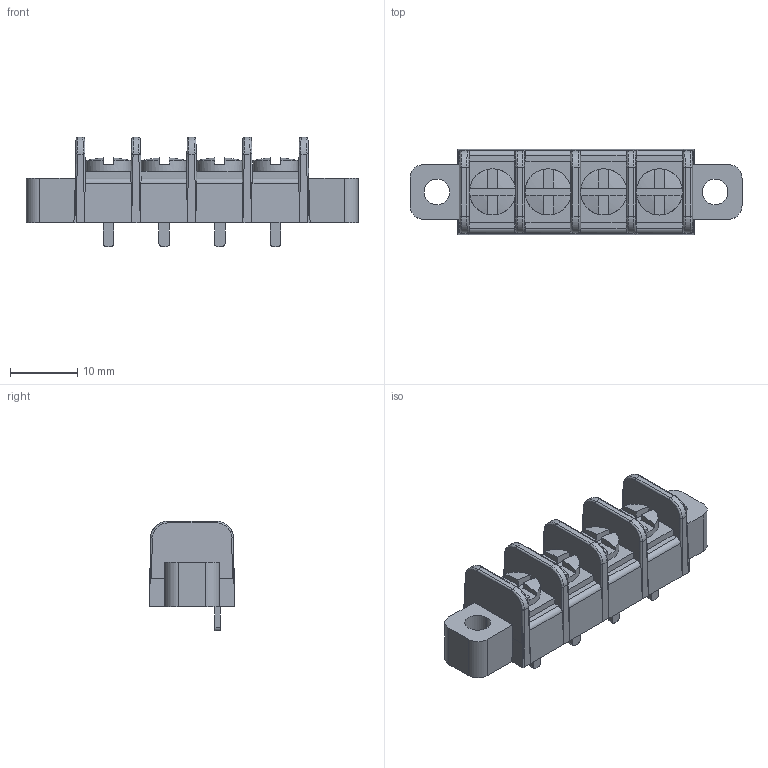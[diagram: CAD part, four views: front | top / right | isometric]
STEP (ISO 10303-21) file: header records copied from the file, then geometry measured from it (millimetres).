
FILE_DESCRIPTION(('FreeCAD Model'),'2;1');
FILE_NAME('38700-6104.step','2017-11-12T10:00:24',( 'kicad StepUp'),('ksu MCAD'),'Open CASCADE STEP processor 7.1', 'FreeCAD','Unknown');
FILE_SCHEMA(('AUTOMOTIVE_DESIGN_CC2 { 1 2 10303 214 -1 1 5 4 }'));
Length unit declared in the file: millimetre
Products named in the file (2): ASSEMBLY; 38700-6104
Assembly tree (1 placements, depth 2):
  ASSEMBLY
    38700-6104
Bounding box: 49.28 x 12.7 x 16.26 mm (x, y, z)
Volume: 4448.1 mm3; surface area: 2996.5 mm2
Topology: 1 solids, 1 shells, 231 faces, 612 edges, 388 vertices
Faces by surface type: plane 126, cylinder 69, bspline 20, sphere 16
Entity records: 11719 total; most frequent: CARTESIAN_POINT 4507, ORIENTED_EDGE 1224, DIRECTION 1082, EDGE_CURVE 612, VERTEX_POINT 388, LINE 364, VECTOR 364, AXIS2_PLACEMENT_3D 359
